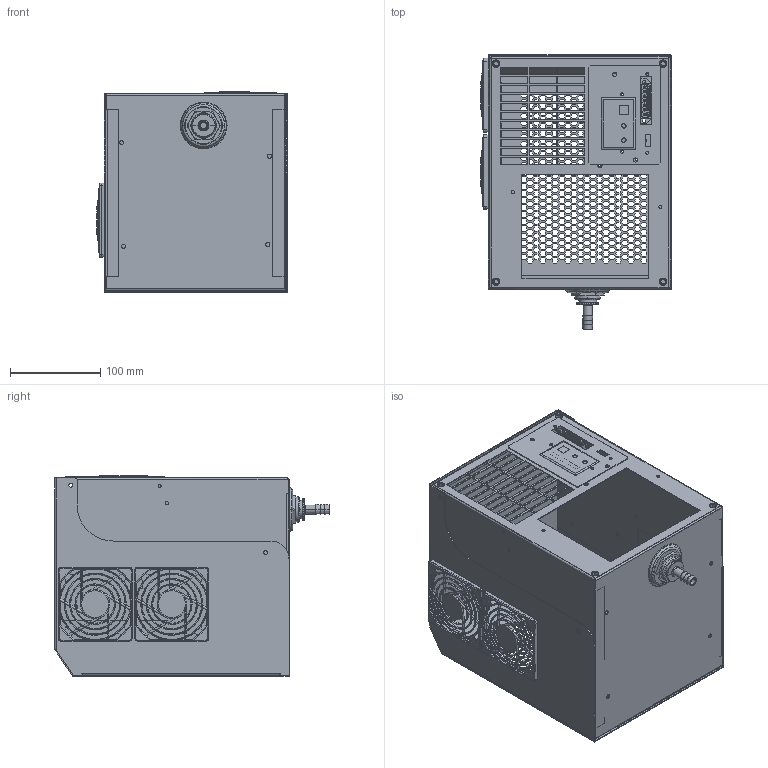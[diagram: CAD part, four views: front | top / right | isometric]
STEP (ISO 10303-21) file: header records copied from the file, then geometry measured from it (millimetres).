
FILE_DESCRIPTION((''),'2;1');
FILE_NAME('KG2002_COMPLETE','2017-04-28T',('briang'),(''),'CREO PARAMETRIC BY PTC INC, 2014500','CREO PARAMETRIC BY PTC INC, 2014500','');
FILE_SCHEMA(('CONFIG_CONTROL_DESIGN'));
Products named in the file (1): KG2002_COMPLETE
Bounding box: 211.2 x 304.8 x 222.5 mm (x, y, z)
Volume: 165622 mm3; surface area: 658957.6 mm2
Topology: 4 solids, 46 shells, 6050 faces, 17790 edges, 11699 vertices
Faces by surface type: plane 4107, extrusion 968, cylinder 431, torus 382, cone 126, bspline 32, sphere 4
Entity records: 212374 total; most frequent: CARTESIAN_POINT 54420, ORIENTED_EDGE 35288, DIRECTION 27116, EDGE_CURVE 17734, VECTOR 14022, LINE 13054, VERTEX_POINT 11715, EDGE_LOOP 7321
